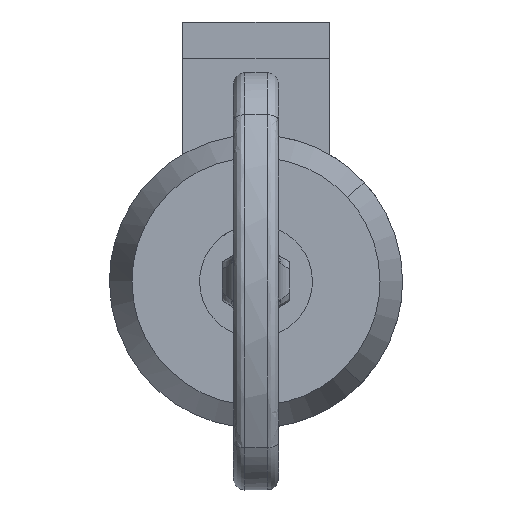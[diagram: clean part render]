
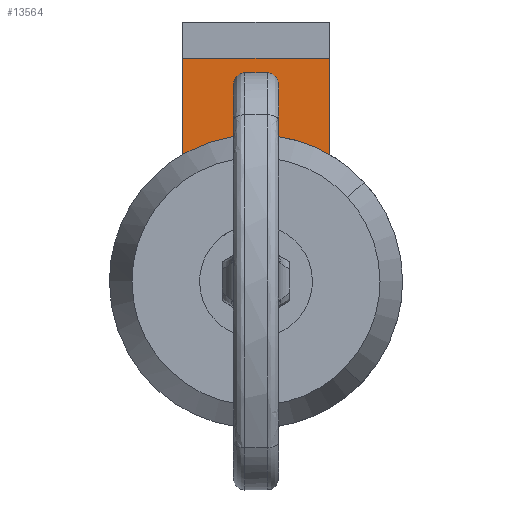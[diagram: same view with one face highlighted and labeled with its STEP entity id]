
A CAD part, front view. The second image highlights one B-rep face of the part: STEP entity #13564.
In plain terms, the highlighted free-form (B-spline) face has degree [1, 1] with [2, 2] control points.
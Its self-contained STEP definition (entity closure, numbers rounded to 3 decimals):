
#13092=CARTESIAN_POINT('',(3.054,31.8,2.583));
#13093=VERTEX_POINT('',#13092);
#13099=CARTESIAN_POINT('',(0.0,31.8,4.0));
#13100=VERTEX_POINT('',#13099);
#13101=CARTESIAN_POINT('',(3.054,31.8,2.583));
#13102=CARTESIAN_POINT('',(2.856,31.8,2.818));
#13103=CARTESIAN_POINT('',(2.377,31.8,3.267));
#13104=CARTESIAN_POINT('',(1.357,31.8,3.836));
#13105=CARTESIAN_POINT('',(0.507,31.8,4.));
#13106=CARTESIAN_POINT('',(0.0,31.8,4.0));
#13107=B_SPLINE_CURVE_WITH_KNOTS('',3,(#13101,#13102,#13103,#13104,#13105,#13106),.UNSPECIFIED.,.F.,.U.,(4,1,1,4),(0.,0.923,1.955,3.475),.UNSPECIFIED.);
#13108=EDGE_CURVE('',#13093,#13100,#13107,.T.);
#13110=CARTESIAN_POINT('',(-4.,31.8,0.));
#13111=VERTEX_POINT('',#13110);
#13112=CARTESIAN_POINT('',(0.0,31.8,4.0));
#13113=CARTESIAN_POINT('',(-0.295,31.8,4.));
#13114=CARTESIAN_POINT('',(-0.9,31.8,3.933));
#13115=CARTESIAN_POINT('',(-1.864,31.8,3.595));
#13116=CARTESIAN_POINT('',(-2.666,31.8,3.037));
#13117=CARTESIAN_POINT('',(-3.228,31.8,2.394));
#13118=CARTESIAN_POINT('',(-3.624,31.8,1.751));
#13119=CARTESIAN_POINT('',(-3.921,31.8,0.965));
#13120=CARTESIAN_POINT('',(-4.,31.8,0.327));
#13121=CARTESIAN_POINT('',(-4.,31.8,0.));
#13122=B_SPLINE_CURVE_WITH_KNOTS('',3,(#13112,#13113,#13114,#13115,#13116,#13117,#13118,#13119,#13120,#13121),.UNSPECIFIED.,.F.,.U.,(4,1,1,1,1,1,1,4),(0.,0.884,1.816,3.043,3.78,4.369,5.301,6.283),.UNSPECIFIED.);
#13123=EDGE_CURVE('',#13100,#13111,#13122,.T.);
#13125=CARTESIAN_POINT('',(0.0,31.8,-4.0));
#13126=VERTEX_POINT('',#13125);
#13127=CARTESIAN_POINT('',(-4.,31.8,0.));
#13128=CARTESIAN_POINT('',(-4.,31.8,-0.36));
#13129=CARTESIAN_POINT('',(-3.902,31.8,-1.08));
#13130=CARTESIAN_POINT('',(-3.512,31.8,-1.99));
#13131=CARTESIAN_POINT('',(-2.905,31.8,-2.809));
#13132=CARTESIAN_POINT('',(-2.201,31.8,-3.386));
#13133=CARTESIAN_POINT('',(-1.194,31.8,-3.87));
#13134=CARTESIAN_POINT('',(-0.475,31.8,-4.));
#13135=CARTESIAN_POINT('',(0.0,31.8,-4.0));
#13136=B_SPLINE_CURVE_WITH_KNOTS('',3,(#13127,#13128,#13129,#13130,#13131,#13132,#13133,#13134,#13135),.UNSPECIFIED.,.F.,.U.,(4,1,1,1,1,1,4),(0.,1.08,2.16,2.945,4.123,4.86,6.283),.UNSPECIFIED.);
#13137=EDGE_CURVE('',#13111,#13126,#13136,.T.);
#13139=CARTESIAN_POINT('',(2.753,31.8,-2.901));
#13140=VERTEX_POINT('',#13139);
#13141=CARTESIAN_POINT('',(0.0,31.8,-4.0));
#13142=CARTESIAN_POINT('',(0.316,31.8,-4.));
#13143=CARTESIAN_POINT('',(0.917,31.8,-3.928));
#13144=CARTESIAN_POINT('',(1.876,31.8,-3.585));
#13145=CARTESIAN_POINT('',(2.455,31.8,-3.185));
#13146=CARTESIAN_POINT('',(2.753,31.8,-2.901));
#13147=B_SPLINE_CURVE_WITH_KNOTS('',3,(#13141,#13142,#13143,#13144,#13145,#13146),.UNSPECIFIED.,.F.,.U.,(4,1,1,4),(0.,0.949,1.803,3.037),.UNSPECIFIED.);
#13148=EDGE_CURVE('',#13126,#13140,#13147,.T.);
#13235=CARTESIAN_POINT('',(4.,31.8,0.));
#13236=VERTEX_POINT('',#13235);
#13237=CARTESIAN_POINT('',(2.753,31.8,-2.901));
#13238=CARTESIAN_POINT('',(3.097,31.8,-2.576));
#13239=CARTESIAN_POINT('',(3.575,31.8,-1.925));
#13240=CARTESIAN_POINT('',(3.934,31.8,-0.896));
#13241=CARTESIAN_POINT('',(4.,31.8,-0.287));
#13242=CARTESIAN_POINT('',(4.,31.8,0.));
#13243=B_SPLINE_CURVE_WITH_KNOTS('',3,(#13237,#13238,#13239,#13240,#13241,#13242),.UNSPECIFIED.,.F.,.U.,(4,1,1,4),(0.,1.42,2.384,3.246),.UNSPECIFIED.);
#13244=EDGE_CURVE('',#13140,#13236,#13243,.T.);
#13246=CARTESIAN_POINT('',(4.,31.8,0.));
#13247=CARTESIAN_POINT('',(4.,31.8,0.38));
#13248=CARTESIAN_POINT('',(3.903,31.8,1.053));
#13249=CARTESIAN_POINT('',(3.541,31.8,1.922));
#13250=CARTESIAN_POINT('',(3.224,31.8,2.382));
#13251=CARTESIAN_POINT('',(3.054,31.8,2.583));
#13252=B_SPLINE_CURVE_WITH_KNOTS('',3,(#13246,#13247,#13248,#13249,#13250,#13251),.UNSPECIFIED.,.F.,.U.,(4,1,1,4),(0.,1.141,2.018,2.808),.UNSPECIFIED.);
#13253=EDGE_CURVE('',#13236,#13093,#13252,.T.);
#13338=CARTESIAN_POINT('',(6.5,31.8,0.));
#13339=VERTEX_POINT('',#13338);
#13347=CARTESIAN_POINT('',(0.,31.8,-6.5));
#13348=VERTEX_POINT('',#13347);
#13349=CARTESIAN_POINT('',(0.,31.8,-6.5));
#13350=CARTESIAN_POINT('',(0.505,31.8,-6.5));
#13351=CARTESIAN_POINT('',(1.383,31.8,-6.397));
#13352=CARTESIAN_POINT('',(2.447,31.8,-6.046));
#13353=CARTESIAN_POINT('',(3.377,31.8,-5.584));
#13354=CARTESIAN_POINT('',(4.207,31.8,-5.));
#13355=CARTESIAN_POINT('',(4.938,31.8,-4.26));
#13356=CARTESIAN_POINT('',(5.573,31.8,-3.404));
#13357=CARTESIAN_POINT('',(6.06,31.8,-2.452));
#13358=CARTESIAN_POINT('',(6.416,31.8,-1.25));
#13359=CARTESIAN_POINT('',(6.5,31.8,-0.452));
#13360=CARTESIAN_POINT('',(6.5,31.8,0.));
#13361=B_SPLINE_CURVE_WITH_KNOTS('',3,(#13349,#13350,#13351,#13352,#13353,#13354,#13355,#13356,#13357,#13358,#13359,#13360),.UNSPECIFIED.,.F.,.U.,(4,1,1,1,1,1,1,1,1,4),(0.,1.516,2.632,3.35,4.627,5.663,6.461,7.817,8.854,10.21),.UNSPECIFIED.);
#13362=EDGE_CURVE('',#13348,#13339,#13361,.T.);
#13364=CARTESIAN_POINT('',(-6.5,31.8,0.));
#13365=VERTEX_POINT('',#13364);
#13366=CARTESIAN_POINT('',(-6.5,31.8,0.));
#13367=CARTESIAN_POINT('',(-6.5,31.8,-0.505));
#13368=CARTESIAN_POINT('',(-6.385,31.8,-1.489));
#13369=CARTESIAN_POINT('',(-5.898,31.8,-2.849));
#13370=CARTESIAN_POINT('',(-5.204,31.8,-3.96));
#13371=CARTESIAN_POINT('',(-4.441,31.8,-4.781));
#13372=CARTESIAN_POINT('',(-3.647,31.8,-5.409));
#13373=CARTESIAN_POINT('',(-2.837,31.8,-5.874));
#13374=CARTESIAN_POINT('',(-1.622,31.8,-6.352));
#13375=CARTESIAN_POINT('',(-0.665,31.8,-6.5));
#13376=CARTESIAN_POINT('',(0.,31.8,-6.5));
#13377=B_SPLINE_CURVE_WITH_KNOTS('',3,(#13366,#13367,#13368,#13369,#13370,#13371,#13372,#13373,#13374,#13375,#13376),.UNSPECIFIED.,.F.,.U.,(4,1,1,1,1,1,1,1,4),(0.,1.516,2.951,4.307,5.424,6.302,7.339,8.216,10.21),.UNSPECIFIED.);
#13378=EDGE_CURVE('',#13365,#13348,#13377,.T.);
#13440=CARTESIAN_POINT('',(-6.5,31.8,19.8));
#13441=VERTEX_POINT('',#13440);
#13442=CARTESIAN_POINT('',(-6.5,31.8,19.8));
#13443=CARTESIAN_POINT('',(-6.5,31.8,0.));
#13444=QUASI_UNIFORM_CURVE('',1,(#13442,#13443),.UNSPECIFIED.,.F.,.U.);
#13445=EDGE_CURVE('',#13441,#13365,#13444,.T.);
#13487=CARTESIAN_POINT('',(6.5,31.8,19.8));
#13488=VERTEX_POINT('',#13487);
#13494=CARTESIAN_POINT('',(6.5,31.8,19.8));
#13495=CARTESIAN_POINT('',(6.5,31.8,0.));
#13496=QUASI_UNIFORM_CURVE('',1,(#13494,#13495),.UNSPECIFIED.,.F.,.U.);
#13497=EDGE_CURVE('',#13488,#13339,#13496,.T.);
#13540=CARTESIAN_POINT('',(-7.149,31.8,-7.814));
#13541=CARTESIAN_POINT('',(-7.149,31.8,21.114));
#13542=CARTESIAN_POINT('',(7.149,31.8,-7.814));
#13543=CARTESIAN_POINT('',(7.149,31.8,21.114));
#13544=B_SPLINE_SURFACE_WITH_KNOTS('',1,1,((#13540,#13542),(#13541,#13543)),.UNSPECIFIED.,.F.,.F.,.U.,(2,2),(2,2),(0.0,28.927),(0.0,14.299),.UNSPECIFIED.);
#13545=ORIENTED_EDGE('',*,*,#13445,.T.);
#13546=ORIENTED_EDGE('',*,*,#13378,.T.);
#13547=ORIENTED_EDGE('',*,*,#13362,.T.);
#13548=ORIENTED_EDGE('',*,*,#13497,.F.);
#13549=CARTESIAN_POINT('',(6.5,31.8,19.8));
#13550=CARTESIAN_POINT('',(-6.5,31.8,19.8));
#13551=QUASI_UNIFORM_CURVE('',1,(#13549,#13550),.UNSPECIFIED.,.F.,.U.);
#13552=EDGE_CURVE('',#13488,#13441,#13551,.T.);
#13553=ORIENTED_EDGE('',*,*,#13552,.T.);
#13554=EDGE_LOOP('',(#13545,#13546,#13547,#13548,#13553));
#13555=FACE_OUTER_BOUND('',#13554,.T.);
#13556=ORIENTED_EDGE('',*,*,#13123,.F.);
#13557=ORIENTED_EDGE('',*,*,#13108,.F.);
#13558=ORIENTED_EDGE('',*,*,#13253,.F.);
#13559=ORIENTED_EDGE('',*,*,#13244,.F.);
#13560=ORIENTED_EDGE('',*,*,#13148,.F.);
#13561=ORIENTED_EDGE('',*,*,#13137,.F.);
#13562=EDGE_LOOP('',(#13556,#13557,#13558,#13559,#13560,#13561));
#13563=FACE_BOUND('',#13562,.T.);
#13564=ADVANCED_FACE('',(#13555,#13563),#13544,.F.);
